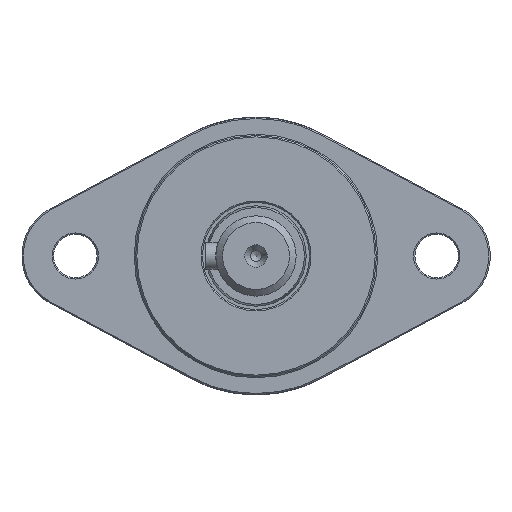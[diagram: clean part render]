
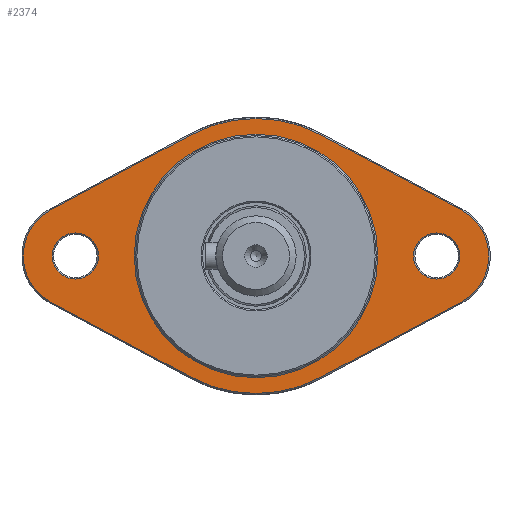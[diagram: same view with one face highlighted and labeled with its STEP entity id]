
A CAD part, left-side view. The second image highlights one B-rep face of the part: STEP entity #2374.
In plain terms, the highlighted planar face has unit normal (-1, 0, 0).
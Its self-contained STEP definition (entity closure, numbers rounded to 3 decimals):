
#2135=CARTESIAN_POINT('',(34.5,-9.704,18.114));
#2136=VERTEX_POINT('',#2135);
#2143=CARTESIAN_POINT('',(34.5,-30.683,6.876));
#2144=VERTEX_POINT('',#2143);
#2145=CARTESIAN_POINT('',(34.5,-9.704,18.114));
#2146=DIRECTION('',(0.,-0.881,-0.472));
#2147=VECTOR('',#2146,23.8);
#2148=LINE('',#2145,#2147);
#2149=EDGE_CURVE('',#2136,#2144,#2148,.T.);
#2166=CARTESIAN_POINT('',(34.5,9.704,18.114));
#2167=VERTEX_POINT('',#2166);
#2174=CARTESIAN_POINT('',(34.5,0.,0.0));
#2175=DIRECTION('',(1.0,0.0,0.0));
#2176=DIRECTION('',(0.0,1.0,0.0));
#2177=AXIS2_PLACEMENT_3D('',#2174,#2175,#2176);
#2178=CIRCLE('',#2177,20.55);
#2179=EDGE_CURVE('',#2167,#2136,#2178,.T.);
#2191=CARTESIAN_POINT('',(34.5,30.683,6.876));
#2192=VERTEX_POINT('',#2191);
#2199=CARTESIAN_POINT('',(34.5,30.683,6.876));
#2200=DIRECTION('',(0.,-0.881,0.472));
#2201=VECTOR('',#2200,23.8);
#2202=LINE('',#2199,#2201);
#2203=EDGE_CURVE('',#2192,#2167,#2202,.T.);
#2215=CARTESIAN_POINT('',(34.5,30.683,-6.876));
#2216=VERTEX_POINT('',#2215);
#2223=CARTESIAN_POINT('',(34.5,27.,0.0));
#2224=DIRECTION('',(1.0,0.,0.));
#2225=DIRECTION('',(0.,0.472,0.881));
#2226=AXIS2_PLACEMENT_3D('',#2223,#2224,#2225);
#2227=CIRCLE('',#2226,7.8);
#2228=EDGE_CURVE('',#2216,#2192,#2227,.T.);
#2240=CARTESIAN_POINT('',(34.5,9.704,-18.114));
#2241=VERTEX_POINT('',#2240);
#2248=CARTESIAN_POINT('',(34.5,9.704,-18.114));
#2249=DIRECTION('',(0.0,0.881,0.472));
#2250=VECTOR('',#2249,23.8);
#2251=LINE('',#2248,#2250);
#2252=EDGE_CURVE('',#2241,#2216,#2251,.T.);
#2264=CARTESIAN_POINT('',(34.5,-9.704,-18.114));
#2265=VERTEX_POINT('',#2264);
#2272=CARTESIAN_POINT('',(34.5,0.,0.0));
#2273=DIRECTION('',(1.0,0.0,0.0));
#2274=DIRECTION('',(0.0,1.0,0.0));
#2275=AXIS2_PLACEMENT_3D('',#2272,#2273,#2274);
#2276=CIRCLE('',#2275,20.55);
#2277=EDGE_CURVE('',#2265,#2241,#2276,.T.);
#2289=CARTESIAN_POINT('',(34.5,-30.683,-6.876));
#2290=VERTEX_POINT('',#2289);
#2297=CARTESIAN_POINT('',(34.5,-30.683,-6.876));
#2298=DIRECTION('',(0.,0.881,-0.472));
#2299=VECTOR('',#2298,23.8);
#2300=LINE('',#2297,#2299);
#2301=EDGE_CURVE('',#2290,#2265,#2300,.T.);
#2314=CARTESIAN_POINT('',(34.5,-27.,0.0));
#2315=DIRECTION('',(1.0,0.,0.));
#2316=DIRECTION('',(0.,-0.472,-0.881));
#2317=AXIS2_PLACEMENT_3D('',#2314,#2315,#2316);
#2318=CIRCLE('',#2317,7.8);
#2319=EDGE_CURVE('',#2144,#2290,#2318,.T.);
#2326=CARTESIAN_POINT('',(34.5,26.5,0.0));
#2327=DIRECTION('',(-1.0,0.0,0.0));
#2328=DIRECTION('',(0.0,0.0,1.0));
#2329=AXIS2_PLACEMENT_3D('',#2326,#2327,#2328);
#2330=PLANE('',#2329);
#2331=ORIENTED_EDGE('',*,*,#2149,.F.);
#2332=ORIENTED_EDGE('',*,*,#2179,.F.);
#2333=ORIENTED_EDGE('',*,*,#2203,.F.);
#2334=ORIENTED_EDGE('',*,*,#2228,.F.);
#2335=ORIENTED_EDGE('',*,*,#2252,.F.);
#2336=ORIENTED_EDGE('',*,*,#2277,.F.);
#2337=ORIENTED_EDGE('',*,*,#2301,.F.);
#2338=ORIENTED_EDGE('',*,*,#2319,.F.);
#2339=EDGE_LOOP('',(#2331,#2332,#2333,#2334,#2335,#2336,#2337,#2338));
#2340=FACE_OUTER_BOUND('',#2339,.T.);
#2341=CARTESIAN_POINT('',(34.5,-27.,3.45));
#2342=VERTEX_POINT('',#2341);
#2343=CARTESIAN_POINT('',(34.5,-27.,0.0));
#2344=DIRECTION('',(-1.0,0.0,0.0));
#2345=DIRECTION('',(0.0,0.0,-1.0));
#2346=AXIS2_PLACEMENT_3D('',#2343,#2344,#2345);
#2347=CIRCLE('',#2346,3.45);
#2348=EDGE_CURVE('',#2342,#2342,#2347,.T.);
#2349=ORIENTED_EDGE('',*,*,#2348,.F.);
#2350=EDGE_LOOP('',(#2349));
#2351=FACE_BOUND('',#2350,.T.);
#2352=CARTESIAN_POINT('',(34.5,18.2,0.));
#2353=VERTEX_POINT('',#2352);
#2354=CARTESIAN_POINT('',(34.5,0.,0.0));
#2355=DIRECTION('',(-1.0,0.0,0.0));
#2356=DIRECTION('',(0.0,-1.0,0.0));
#2357=AXIS2_PLACEMENT_3D('',#2354,#2355,#2356);
#2358=CIRCLE('',#2357,18.2);
#2359=EDGE_CURVE('',#2353,#2353,#2358,.T.);
#2360=ORIENTED_EDGE('',*,*,#2359,.F.);
#2361=EDGE_LOOP('',(#2360));
#2362=FACE_BOUND('',#2361,.T.);
#2363=CARTESIAN_POINT('',(34.5,27.,3.45));
#2364=VERTEX_POINT('',#2363);
#2365=CARTESIAN_POINT('',(34.5,27.,0.0));
#2366=DIRECTION('',(-1.0,0.0,0.0));
#2367=DIRECTION('',(0.0,0.0,-1.0));
#2368=AXIS2_PLACEMENT_3D('',#2365,#2366,#2367);
#2369=CIRCLE('',#2368,3.45);
#2370=EDGE_CURVE('',#2364,#2364,#2369,.T.);
#2371=ORIENTED_EDGE('',*,*,#2370,.F.);
#2372=EDGE_LOOP('',(#2371));
#2373=FACE_BOUND('',#2372,.T.);
#2374=ADVANCED_FACE('',(#2340,#2351,#2362,#2373),#2330,.T.);
